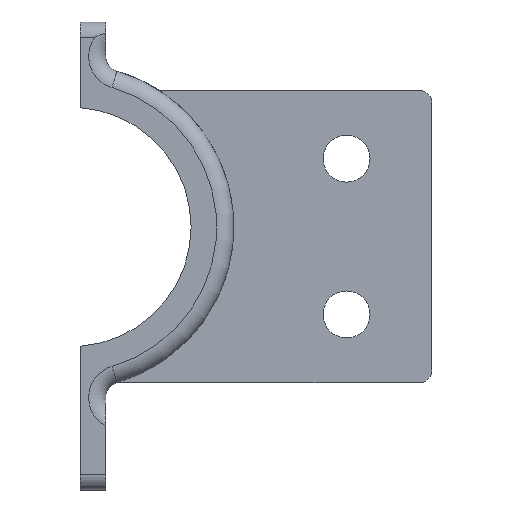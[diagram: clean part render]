
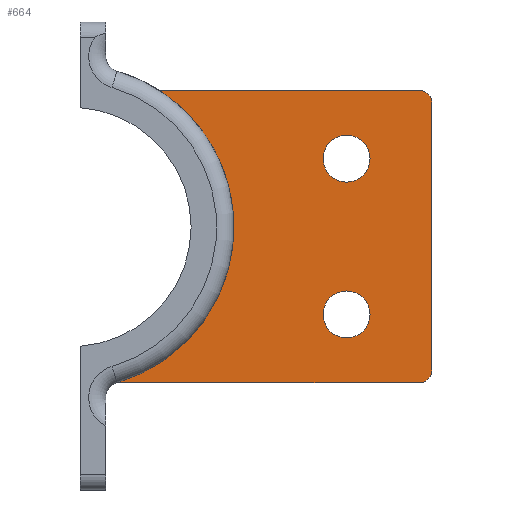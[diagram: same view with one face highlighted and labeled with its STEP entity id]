
A CAD part, left-side view. The second image highlights one B-rep face of the part: STEP entity #664.
In plain terms, the highlighted planar face has unit normal (-1, 0, 0).
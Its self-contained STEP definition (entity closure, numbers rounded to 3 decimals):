
#1 = CIRCLE ( 'NONE', #1006, 1.5 ) ;
#19 = ORIENTED_EDGE ( 'NONE', *, *, #277, .F. ) ;
#40 = CIRCLE ( 'NONE', #808, 2.75 ) ;
#46 = DIRECTION ( 'NONE',  ( 0., 0., -1. ) ) ;
#55 = VERTEX_POINT ( 'NONE', #1109 ) ;
#72 = VECTOR ( 'NONE', #1639, 1000. ) ;
#99 = DIRECTION ( 'NONE',  ( 1., 0., 0. ) ) ;
#155 = VECTOR ( 'NONE', #1513, 1000. ) ;
#161 = EDGE_CURVE ( 'NONE', #868, #1009, #1523, .T. ) ;
#188 = ORIENTED_EDGE ( 'NONE', *, *, #1641, .T. ) ;
#202 = CARTESIAN_POINT ( 'NONE',  ( 53.15, -50.2, -13.25 ) ) ;
#210 = DIRECTION ( 'NONE',  ( 0., 0., -1. ) ) ;
#228 = FACE_BOUND ( 'NONE', #378, .T. ) ;
#236 = CIRCLE ( 'NONE', #265, 2.75 ) ;
#265 = AXIS2_PLACEMENT_3D ( 'NONE', #1076, #1436, #641 ) ;
#277 = EDGE_CURVE ( 'NONE', #327, #390, #994, .T. ) ;
#315 = AXIS2_PLACEMENT_3D ( 'NONE', #1686, #493, #359 ) ;
#327 = VERTEX_POINT ( 'NONE', #1192 ) ;
#344 = EDGE_CURVE ( 'NONE', #451, #1186, #639, .T. ) ;
#359 = DIRECTION ( 'NONE',  ( 0., 0., -1. ) ) ;
#378 = EDGE_LOOP ( 'NONE', ( #1288, #1511 ) ) ;
#390 = VERTEX_POINT ( 'NONE', #1365 ) ;
#391 = EDGE_CURVE ( 'NONE', #1009, #868, #1036, .T. ) ;
#416 = LINE ( 'NONE', #1466, #439 ) ;
#439 = VECTOR ( 'NONE', #959, 1000. ) ;
#440 = VERTEX_POINT ( 'NONE', #1270 ) ;
#448 = ORIENTED_EDGE ( 'NONE', *, *, #894, .F. ) ;
#451 = VERTEX_POINT ( 'NONE', #760 ) ;
#453 = EDGE_LOOP ( 'NONE', ( #972, #732 ) ) ;
#493 = DIRECTION ( 'NONE',  ( -1., 0., 0. ) ) ;
#498 = CIRCLE ( 'NONE', #751, 1.5 ) ;
#518 = FACE_BOUND ( 'NONE', #453, .T. ) ;
#565 = EDGE_CURVE ( 'NONE', #327, #1186, #1, .T. ) ;
#577 = AXIS2_PLACEMENT_3D ( 'NONE', #786, #99, #1325 ) ;
#615 = DIRECTION ( 'NONE',  ( 1., 0., 0. ) ) ;
#635 = AXIS2_PLACEMENT_3D ( 'NONE', #1500, #1244, #1620 ) ;
#639 = LINE ( 'NONE', #1573, #72 ) ;
#641 = DIRECTION ( 'NONE',  ( 0., 0., -1. ) ) ;
#664 = ADVANCED_FACE ( 'NONE', ( #228, #518, #1291 ), #916, .F. ) ;
#719 = EDGE_CURVE ( 'NONE', #55, #1435, #416, .T. ) ;
#722 = CIRCLE ( 'NONE', #315, 19. ) ;
#732 = ORIENTED_EDGE ( 'NONE', *, *, #1048, .T. ) ;
#746 = CARTESIAN_POINT ( 'NONE',  ( 53.15, -50.2, -34.246 ) ) ;
#747 = ORIENTED_EDGE ( 'NONE', *, *, #344, .F. ) ;
#749 = CARTESIAN_POINT ( 'NONE',  ( 53.15, -50.2, -16. ) ) ;
#751 = AXIS2_PLACEMENT_3D ( 'NONE', #1334, #1329, #804 ) ;
#760 = CARTESIAN_POINT ( 'NONE',  ( 53.15, -28.247, -8. ) ) ;
#771 = CARTESIAN_POINT ( 'NONE',  ( 53.15, -50.2, -18.75 ) ) ;
#786 = CARTESIAN_POINT ( 'NONE',  ( 53.15, -18., -24. ) ) ;
#804 = DIRECTION ( 'NONE',  ( 0., 0., -1. ) ) ;
#808 = AXIS2_PLACEMENT_3D ( 'NONE', #746, #615, #1576 ) ;
#868 = VERTEX_POINT ( 'NONE', #202 ) ;
#894 = EDGE_CURVE ( 'NONE', #1435, #451, #722, .T. ) ;
#912 = EDGE_LOOP ( 'NONE', ( #19, #1296, #747, #448, #974, #188 ) ) ;
#916 = PLANE ( 'NONE',  #577 ) ;
#959 = DIRECTION ( 'NONE',  ( 0., 1., 0. ) ) ;
#972 = ORIENTED_EDGE ( 'NONE', *, *, #1443, .T. ) ;
#974 = ORIENTED_EDGE ( 'NONE', *, *, #719, .F. ) ;
#994 = LINE ( 'NONE', #1654, #155 ) ;
#1003 = AXIS2_PLACEMENT_3D ( 'NONE', #749, #1130, #210 ) ;
#1006 = AXIS2_PLACEMENT_3D ( 'NONE', #1261, #1026, #46 ) ;
#1009 = VERTEX_POINT ( 'NONE', #771 ) ;
#1015 = CARTESIAN_POINT ( 'NONE',  ( 53.15, -23.298, -42.246 ) ) ;
#1026 = DIRECTION ( 'NONE',  ( -1., 0., 0. ) ) ;
#1036 = CIRCLE ( 'NONE', #635, 2.75 ) ;
#1048 = EDGE_CURVE ( 'NONE', #1488, #440, #236, .T. ) ;
#1076 = CARTESIAN_POINT ( 'NONE',  ( 53.15, -50.2, -34.246 ) ) ;
#1097 = CARTESIAN_POINT ( 'NONE',  ( 53.15, -58.7, -8. ) ) ;
#1109 = CARTESIAN_POINT ( 'NONE',  ( 53.15, -58.7, -42.246 ) ) ;
#1130 = DIRECTION ( 'NONE',  ( 1., 0., 0. ) ) ;
#1186 = VERTEX_POINT ( 'NONE', #1097 ) ;
#1192 = CARTESIAN_POINT ( 'NONE',  ( 53.15, -60.2, -9.5 ) ) ;
#1244 = DIRECTION ( 'NONE',  ( 1., 0., 0. ) ) ;
#1261 = CARTESIAN_POINT ( 'NONE',  ( 53.15, -58.7, -9.5 ) ) ;
#1270 = CARTESIAN_POINT ( 'NONE',  ( 53.15, -50.2, -36.996 ) ) ;
#1288 = ORIENTED_EDGE ( 'NONE', *, *, #391, .T. ) ;
#1291 = FACE_OUTER_BOUND ( 'NONE', #912, .T. ) ;
#1296 = ORIENTED_EDGE ( 'NONE', *, *, #565, .T. ) ;
#1325 = DIRECTION ( 'NONE',  ( 0., 0., -1. ) ) ;
#1329 = DIRECTION ( 'NONE',  ( -1., 0., 0. ) ) ;
#1334 = CARTESIAN_POINT ( 'NONE',  ( 53.15, -58.7, -40.746 ) ) ;
#1365 = CARTESIAN_POINT ( 'NONE',  ( 53.15, -60.2, -40.746 ) ) ;
#1435 = VERTEX_POINT ( 'NONE', #1015 ) ;
#1436 = DIRECTION ( 'NONE',  ( 1., 0., 0. ) ) ;
#1443 = EDGE_CURVE ( 'NONE', #440, #1488, #40, .T. ) ;
#1466 = CARTESIAN_POINT ( 'NONE',  ( 53.15, -60.2, -42.246 ) ) ;
#1488 = VERTEX_POINT ( 'NONE', #1546 ) ;
#1500 = CARTESIAN_POINT ( 'NONE',  ( 53.15, -50.2, -16. ) ) ;
#1511 = ORIENTED_EDGE ( 'NONE', *, *, #161, .T. ) ;
#1513 = DIRECTION ( 'NONE',  ( 0., 0., -1. ) ) ;
#1523 = CIRCLE ( 'NONE', #1003, 2.75 ) ;
#1546 = CARTESIAN_POINT ( 'NONE',  ( 53.15, -50.2, -31.496 ) ) ;
#1573 = CARTESIAN_POINT ( 'NONE',  ( 53.15, -28.247, -8. ) ) ;
#1576 = DIRECTION ( 'NONE',  ( 0., 0., -1. ) ) ;
#1620 = DIRECTION ( 'NONE',  ( 0., 0., -1. ) ) ;
#1639 = DIRECTION ( 'NONE',  ( 0., -1., 0. ) ) ;
#1641 = EDGE_CURVE ( 'NONE', #55, #390, #498, .T. ) ;
#1654 = CARTESIAN_POINT ( 'NONE',  ( 53.15, -60.2, -8. ) ) ;
#1686 = CARTESIAN_POINT ( 'NONE',  ( 53.15, -18., -24. ) ) ;
